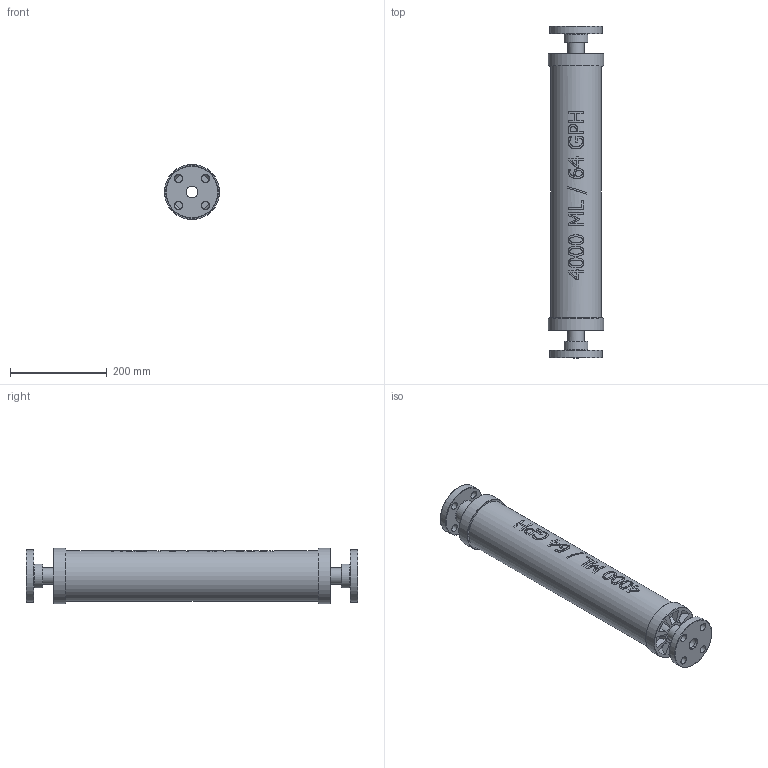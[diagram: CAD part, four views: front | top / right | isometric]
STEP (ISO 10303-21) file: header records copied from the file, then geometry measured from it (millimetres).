
FILE_DESCRIPTION((''),'2;1');
FILE_NAME('PV#2-4000-F_R0.ipt.stp','2017-07-11T09:25:54',(''),(''),'Autodesk Inventor 2009','Autodesk Inventor 2009','');
FILE_SCHEMA(('AUTOMOTIVE_DESIGN { 1 0 10303 214 1 1 1 1 }'));
Length unit declared in the file: inch
Products named in the file (1): PV#2-4000-F_R0
Bounding box: 114.3 x 685.8 x 114.3 mm (x, y, z)
Volume: 953522.9 mm3; surface area: 522167.3 mm2
Topology: 1 solids, 1 shells, 356 faces, 863 edges, 564 vertices
Faces by surface type: bspline 131, plane 118, cylinder 47, cone 34, torus 26
Full cylindrical faces by diameter (mm): 16.002 x8, 23.774 x2, 24.308 x2, 29.362 x2, 33.401 x2, 49.301 x2, 98.45 x2, 101.727 x1, 104.775 x1, 105.41 x2, 107.95 x2, 114.3 x2
Entity records: 48287 total; most frequent: CARTESIAN_POINT 40872, ORIENTED_EDGE 1574, DIRECTION 1154, EDGE_CURVE 787, VERTEX_POINT 558, EDGE_LOOP 499, AXIS2_PLACEMENT_3D 442, FACE_OUTER_BOUND 356
